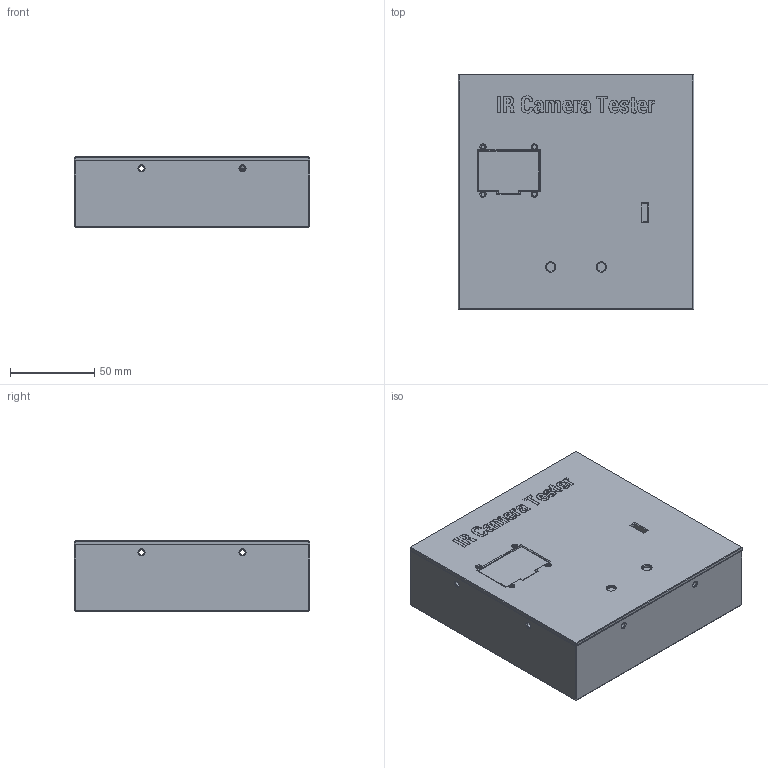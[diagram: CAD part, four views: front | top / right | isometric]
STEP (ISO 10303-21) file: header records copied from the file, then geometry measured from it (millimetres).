
FILE_DESCRIPTION(/* description */ (''),/* implementation_level */ '2;1');
FILE_NAME(/* name */ 'IR camera test box.step',/* time_stamp */ '2023-02-08T12:17:11-05:00',/* author */ (''),/* organization */ (''),/* preprocessor_version */ 'ST-DEVELOPER v19.2',/* originating_system */ 'Autodesk Translation Framework v11.17.0.187',/* authorisation */ '');
FILE_SCHEMA (('AUTOMOTIVE_DESIGN { 1 0 10303 214 3 1 1 }'));
Products named in the file (3): IR camera test box; OLED Display; Component1
Assembly tree (2 placements, depth 2):
  IR camera test box
    OLED Display
    Component1
Bounding box: 140 x 140 x 42 mm (x, y, z)
Volume: 162807.6 mm3; surface area: 133395.3 mm2
Topology: 3 solids, 3 shells, 1416 faces, 3829 edges, 2498 vertices
Faces by surface type: bspline 723, plane 583, cylinder 53, cone 53, torus 4
Full cylindrical faces by diameter (mm): 1 x8, 2.5 x4, 2.7 x4, 3.2 x8, 3.75 x10, 5.08 x2, 8 x4
Entity records: 51489 total; most frequent: CARTESIAN_POINT 20609, ORIENTED_EDGE 7658, DIRECTION 3934, EDGE_CURVE 3829, VERTEX_POINT 2498, LINE 2200, VECTOR 2200, EDGE_LOOP 1569
